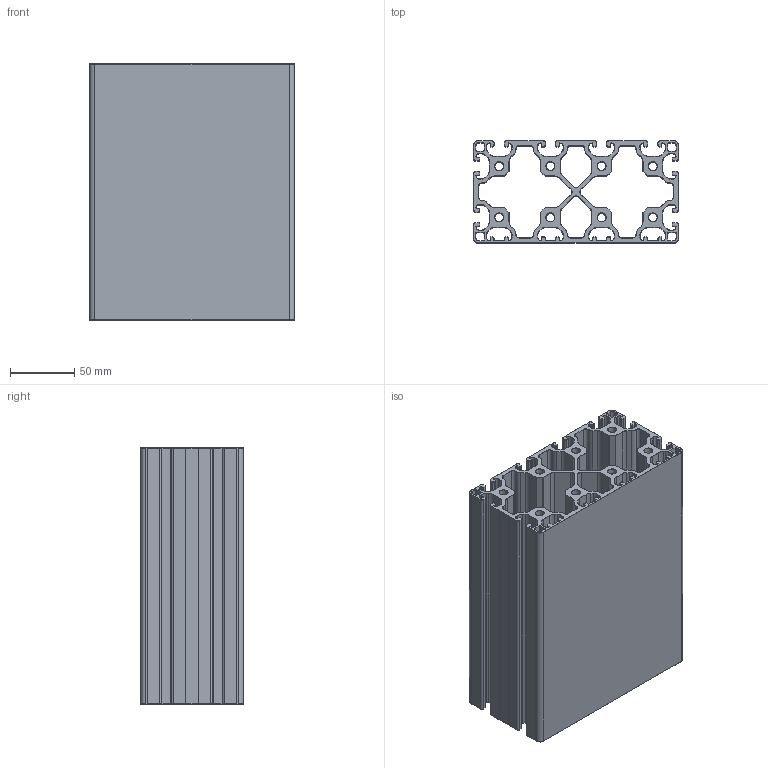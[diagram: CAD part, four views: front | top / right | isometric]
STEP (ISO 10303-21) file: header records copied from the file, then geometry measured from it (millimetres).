
FILE_DESCRIPTION(/* description */ (''),/* implementation_level */ '2;1');
FILE_NAME(/* name */ '1025879_.step',/* time_stamp */ '2023-11-08T11:49:06+01:00',/* author */ (''),/* organization */ (''),/* preprocessor_version */ 'ST-DEVELOPER v20',/* originating_system */ 'Autodesk Translation Framework v12.14.0.127',/* authorisation */ '');
FILE_SCHEMA (('AUTOMOTIVE_DESIGN { 1 0 10303 214 3 1 1 }'));
Length unit declared in the file: millimetre
Products named in the file (1): 1025879
Bounding box: 160 x 80 x 200 mm (x, y, z)
Volume: 763559.3 mm3; surface area: 413574 mm2
Topology: 1 solids, 1 shells, 1562 faces, 3656 edges, 2096 vertices
Faces by surface type: cylinder 776, torus 528, plane 258
Full cylindrical faces by diameter (mm): 6.8 x8
Entity records: 44529 total; most frequent: DIRECTION 8894, CARTESIAN_POINT 7315, ORIENTED_EDGE 7312, AXIS2_PLACEMENT_3D 3675, EDGE_CURVE 3656, VERTEX_POINT 2096, CIRCLE 2064, EDGE_LOOP 1602
